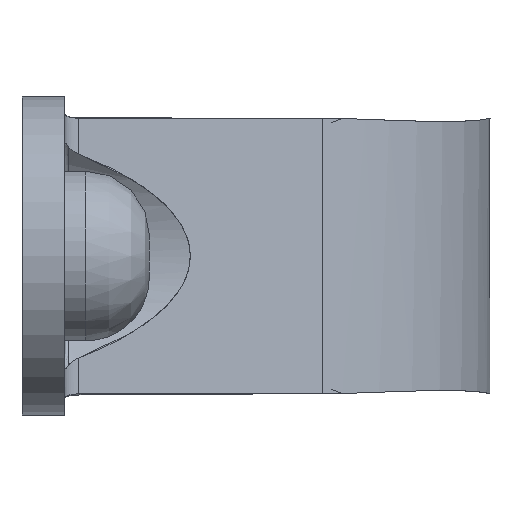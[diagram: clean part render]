
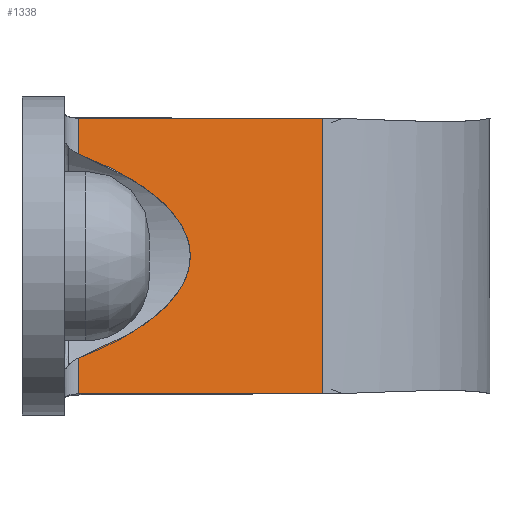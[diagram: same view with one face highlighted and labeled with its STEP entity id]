
A CAD part, left-side view. The second image highlights one B-rep face of the part: STEP entity #1338.
In plain terms, the highlighted planar face has unit normal (0.94, 0.342, 0).
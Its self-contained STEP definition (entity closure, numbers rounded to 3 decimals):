
#79=B_SPLINE_CURVE_WITH_KNOTS('',3,(#4098,#4099,#4100,#4101,#4102,#4103,
#4104,#4105,#4106,#4107),.UNSPECIFIED.,.F.,.F.,(4,3,3,4),(0.,32.238,
55.625,86.946),.UNSPECIFIED.);
#125=PLANE('',#1542);
#188=FACE_OUTER_BOUND('',#244,.T.);
#244=EDGE_LOOP('',(#1125,#1126,#1127,#1128,#1129,#1130));
#318=LINE('',#4096,#430);
#319=LINE('',#4109,#431);
#320=LINE('',#4111,#432);
#321=LINE('',#4113,#433);
#322=LINE('',#4114,#434);
#430=VECTOR('',#1744,1.908);
#431=VECTOR('',#1745,1.908);
#432=VECTOR('',#1746,13.879);
#433=VECTOR('',#1747,14.733);
#434=VECTOR('',#1748,13.879);
#631=VERTEX_POINT('',#4094);
#632=VERTEX_POINT('',#4095);
#633=VERTEX_POINT('',#4097);
#634=VERTEX_POINT('',#4108);
#635=VERTEX_POINT('',#4110);
#636=VERTEX_POINT('',#4112);
#868=EDGE_CURVE('',#631,#632,#318,.T.);
#869=EDGE_CURVE('',#632,#633,#79,.T.);
#870=EDGE_CURVE('',#633,#634,#319,.T.);
#871=EDGE_CURVE('',#634,#635,#320,.T.);
#872=EDGE_CURVE('',#635,#636,#321,.T.);
#873=EDGE_CURVE('',#636,#631,#322,.T.);
#1125=ORIENTED_EDGE('',*,*,#868,.T.);
#1126=ORIENTED_EDGE('',*,*,#869,.T.);
#1127=ORIENTED_EDGE('',*,*,#870,.T.);
#1128=ORIENTED_EDGE('',*,*,#871,.T.);
#1129=ORIENTED_EDGE('',*,*,#872,.T.);
#1130=ORIENTED_EDGE('',*,*,#873,.T.);
#1338=ADVANCED_FACE('',(#188),#125,.T.);
#1542=AXIS2_PLACEMENT_3D('',#4093,#1742,#1743);
#1742=DIRECTION('center_axis',(0.94,0.342,0.));
#1743=DIRECTION('ref_axis',(0.,0.,-1.));
#1744=DIRECTION('',(0.,0.,1.));
#1745=DIRECTION('',(0.,0.,1.));
#1746=DIRECTION('',(0.342,-0.94,0.));
#1747=DIRECTION('',(0.,0.,-1.));
#1748=DIRECTION('',(-0.342,0.94,0.));
#4093=CARTESIAN_POINT('Origin',(56.188,-11.761,-301.67));
#4094=CARTESIAN_POINT('',(56.279,-12.012,-301.367));
#4095=CARTESIAN_POINT('',(56.279,-12.012,-299.458));
#4096=CARTESIAN_POINT('',(56.279,-12.012,-301.367));
#4097=CARTESIAN_POINT('',(56.279,-12.012,-288.542));
#4098=CARTESIAN_POINT('Ctrl Pts',(56.279,-12.012,-299.458));
#4099=CARTESIAN_POINT('Ctrl Pts',(57.208,-14.563,-298.479));
#4100=CARTESIAN_POINT('Ctrl Pts',(57.973,-16.667,-297.132));
#4101=CARTESIAN_POINT('Ctrl Pts',(58.289,-17.533,-295.618));
#4102=CARTESIAN_POINT('Ctrl Pts',(58.518,-18.162,-294.519));
#4103=CARTESIAN_POINT('Ctrl Pts',(58.507,-18.134,-293.346));
#4104=CARTESIAN_POINT('Ctrl Pts',(58.261,-17.456,-292.253));
#4105=CARTESIAN_POINT('Ctrl Pts',(57.93,-16.549,-290.79));
#4106=CARTESIAN_POINT('Ctrl Pts',(57.181,-14.49,-289.493));
#4107=CARTESIAN_POINT('Ctrl Pts',(56.279,-12.012,-288.542));
#4108=CARTESIAN_POINT('',(56.279,-12.012,-286.633));
#4109=CARTESIAN_POINT('',(56.279,-12.012,-288.542));
#4110=CARTESIAN_POINT('',(61.026,-25.055,-286.633));
#4111=CARTESIAN_POINT('',(56.279,-12.012,-286.633));
#4112=CARTESIAN_POINT('',(61.026,-25.055,-301.367));
#4113=CARTESIAN_POINT('',(61.026,-25.055,-286.633));
#4114=CARTESIAN_POINT('',(61.026,-25.055,-301.367));
